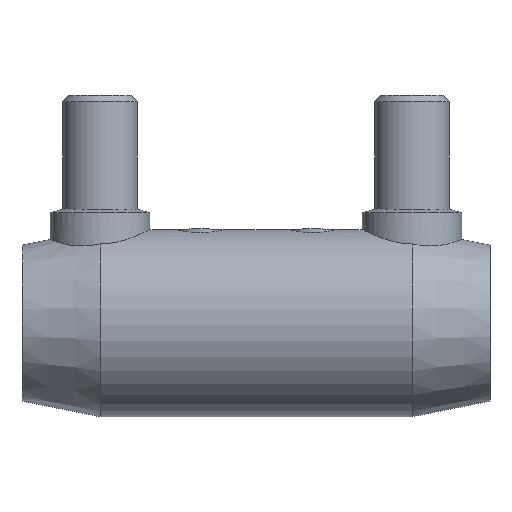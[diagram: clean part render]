
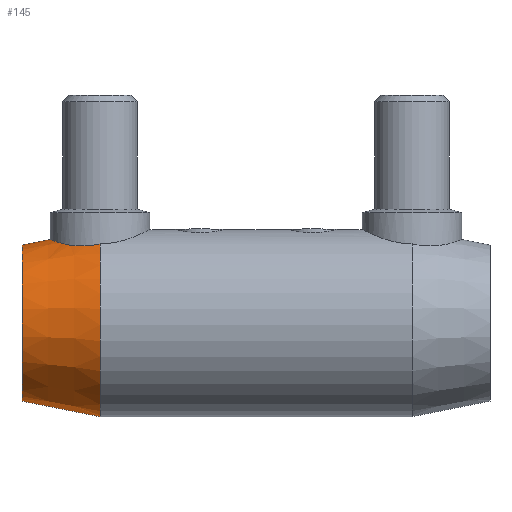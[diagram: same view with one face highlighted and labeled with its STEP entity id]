
A CAD part, top view. The second image highlights one B-rep face of the part: STEP entity #145.
In plain terms, the highlighted conical face has half-angle 11.31 degrees and reference radius 13.75 mm.
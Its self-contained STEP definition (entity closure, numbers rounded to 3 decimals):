
#145 = ADVANCED_FACE( '', ( #296 ), #297, .T. );
#296 = FACE_OUTER_BOUND( '', #452, .T. );
#297 = CONICAL_SURFACE( '', #453, 13.75, 0.197 );
#452 = EDGE_LOOP( '', ( #994, #995, #996, #997, #998 ) );
#453 = AXIS2_PLACEMENT_3D( '', #999, #1000, #1001 );
#994 = ORIENTED_EDGE( '', *, *, #1029, .T. );
#995 = ORIENTED_EDGE( '', *, *, #1192, .F. );
#996 = ORIENTED_EDGE( '', *, *, #1032, .T. );
#997 = ORIENTED_EDGE( '', *, *, #1180, .T. );
#998 = ORIENTED_EDGE( '', *, *, #1182, .T. );
#999 = CARTESIAN_POINT( '', ( -31.75, 0., 0. ) );
#1000 = DIRECTION( '', ( 1., 0., 0. ) );
#1001 = DIRECTION( '', ( 0., 1., 0. ) );
#1029 = EDGE_CURVE( '', #1204, #1205, #1206, .T. );
#1032 = EDGE_CURVE( '', #1211, #1209, #1212, .T. );
#1180 = EDGE_CURVE( '', #1209, #1452, #1454, .T. );
#1182 = EDGE_CURVE( '', #1452, #1204, #1456, .T. );
#1192 = EDGE_CURVE( '', #1211, #1205, #1466, .T. );
#1204 = VERTEX_POINT( '', #1517 );
#1205 = VERTEX_POINT( '', #1518 );
#1206 = LINE( '', #1519, #1520 );
#1209 = VERTEX_POINT( '', #1560 );
#1211 = VERTEX_POINT( '', #1562 );
#1212 = LINE( '', #1563, #1564 );
#1452 = VERTEX_POINT( '', #2150 );
#1454 = CIRCLE( '', #2185, 15. );
#1456 = B_SPLINE_CURVE_WITH_KNOTS( '', 3, ( #2187, #2188, #2189, #2190, #2191, #2192, #2193, #2194, #2195, #2196, #2197, #2198, #2199, #2200, #2201, #2202, #2203, #2204, #2205, #2206, #2207, #2208, #2209, #2210, #2211, #2212, #2213, #2214, #2215, #2216, #2217, #2218, #2219, #2220, #2221, #2222, #2223, #2224 ), .UNSPECIFIED., .F., .F., ( 4, 2, 2, 2, 2, 2, 2, 2, 2, 2, 2, 2, 2, 2, 2, 2, 2, 2, 4 ), ( 8.862, 9.715, 11.115, 12.514, 13.914, 15.314, 16.741, 18.168, 19.596, 21.023, 22.451, 23.878, 25.305, 26.733, 28.133, 29.532, 30.932, 32.331, 33.184 ), .UNSPECIFIED. );
#1466 = CIRCLE( '', #2234, 12.5 );
#1517 = CARTESIAN_POINT( '', ( -33.5, 13.4, 0. ) );
#1518 = CARTESIAN_POINT( '', ( -38., 12.5, 0. ) );
#1519 = CARTESIAN_POINT( '', ( -31.75, 13.75, 0. ) );
#1520 = VECTOR( '', #2244, 1. );
#1560 = CARTESIAN_POINT( '', ( -25.5, -15., 0. ) );
#1562 = CARTESIAN_POINT( '', ( -38., -12.5, 0. ) );
#1563 = CARTESIAN_POINT( '', ( -31.75, -13.75, 0. ) );
#1564 = VECTOR( '', #2248, 1. );
#2150 = CARTESIAN_POINT( '', ( -25.5, 12.689, 8. ) );
#2185 = AXIS2_PLACEMENT_3D( '', #2505, #2506, #2507 );
#2187 = CARTESIAN_POINT( '', ( -25.5, 12.689, 8. ) );
#2188 = CARTESIAN_POINT( '', ( -25.789, 12.62, 8. ) );
#2189 = CARTESIAN_POINT( '', ( -26.075, 12.563, 7.984 ) );
#2190 = CARTESIAN_POINT( '', ( -26.811, 12.438, 7.905 ) );
#2191 = CARTESIAN_POINT( '', ( -27.282, 12.385, 7.814 ) );
#2192 = CARTESIAN_POINT( '', ( -28.216, 12.335, 7.541 ) );
#2193 = CARTESIAN_POINT( '', ( -28.678, 12.338, 7.358 ) );
#2194 = CARTESIAN_POINT( '', ( -29.559, 12.393, 6.911 ) );
#2195 = CARTESIAN_POINT( '', ( -29.979, 12.443, 6.647 ) );
#2196 = CARTESIAN_POINT( '', ( -30.75, 12.57, 6.056 ) );
#2197 = CARTESIAN_POINT( '', ( -31.102, 12.646, 5.73 ) );
#2198 = CARTESIAN_POINT( '', ( -31.728, 12.801, 5.043 ) );
#2199 = CARTESIAN_POINT( '', ( -32.025, 12.886, 4.655 ) );
#2200 = CARTESIAN_POINT( '', ( -32.547, 13.05, 3.818 ) );
#2201 = CARTESIAN_POINT( '', ( -32.774, 13.128, 3.368 ) );
#2202 = CARTESIAN_POINT( '', ( -33.138, 13.259, 2.432 ) );
#2203 = CARTESIAN_POINT( '', ( -33.276, 13.312, 1.946 ) );
#2204 = CARTESIAN_POINT( '', ( -33.457, 13.383, 0.967 ) );
#2205 = CARTESIAN_POINT( '', ( -33.5, 13.4, 0.476 ) );
#2206 = CARTESIAN_POINT( '', ( -33.5, 13.4, -0.476 ) );
#2207 = CARTESIAN_POINT( '', ( -33.457, 13.383, -0.967 ) );
#2208 = CARTESIAN_POINT( '', ( -33.276, 13.312, -1.946 ) );
#2209 = CARTESIAN_POINT( '', ( -33.138, 13.259, -2.432 ) );
#2210 = CARTESIAN_POINT( '', ( -32.774, 13.128, -3.368 ) );
#2211 = CARTESIAN_POINT( '', ( -32.547, 13.05, -3.818 ) );
#2212 = CARTESIAN_POINT( '', ( -32.025, 12.886, -4.655 ) );
#2213 = CARTESIAN_POINT( '', ( -31.728, 12.801, -5.043 ) );
#2214 = CARTESIAN_POINT( '', ( -31.102, 12.646, -5.73 ) );
#2215 = CARTESIAN_POINT( '', ( -30.75, 12.57, -6.056 ) );
#2216 = CARTESIAN_POINT( '', ( -29.979, 12.443, -6.647 ) );
#2217 = CARTESIAN_POINT( '', ( -29.559, 12.393, -6.911 ) );
#2218 = CARTESIAN_POINT( '', ( -28.678, 12.338, -7.358 ) );
#2219 = CARTESIAN_POINT( '', ( -28.216, 12.335, -7.541 ) );
#2220 = CARTESIAN_POINT( '', ( -27.282, 12.385, -7.814 ) );
#2221 = CARTESIAN_POINT( '', ( -26.811, 12.438, -7.905 ) );
#2222 = CARTESIAN_POINT( '', ( -26.075, 12.563, -7.984 ) );
#2223 = CARTESIAN_POINT( '', ( -25.789, 12.62, -8. ) );
#2224 = CARTESIAN_POINT( '', ( -25.5, 12.689, -8. ) );
#2234 = AXIS2_PLACEMENT_3D( '', #2538, #2539, #2540 );
#2244 = DIRECTION( '', ( -0.981, -0.196, 0. ) );
#2248 = DIRECTION( '', ( 0.981, -0.196, 0. ) );
#2505 = CARTESIAN_POINT( '', ( -25.5, 0., 0. ) );
#2506 = DIRECTION( '', ( -1., 0., 0. ) );
#2507 = DIRECTION( '', ( 0., 1., 0. ) );
#2538 = CARTESIAN_POINT( '', ( -38., 0., 0. ) );
#2539 = DIRECTION( '', ( -1., 0., 0. ) );
#2540 = DIRECTION( '', ( 0., 1., 0. ) );
